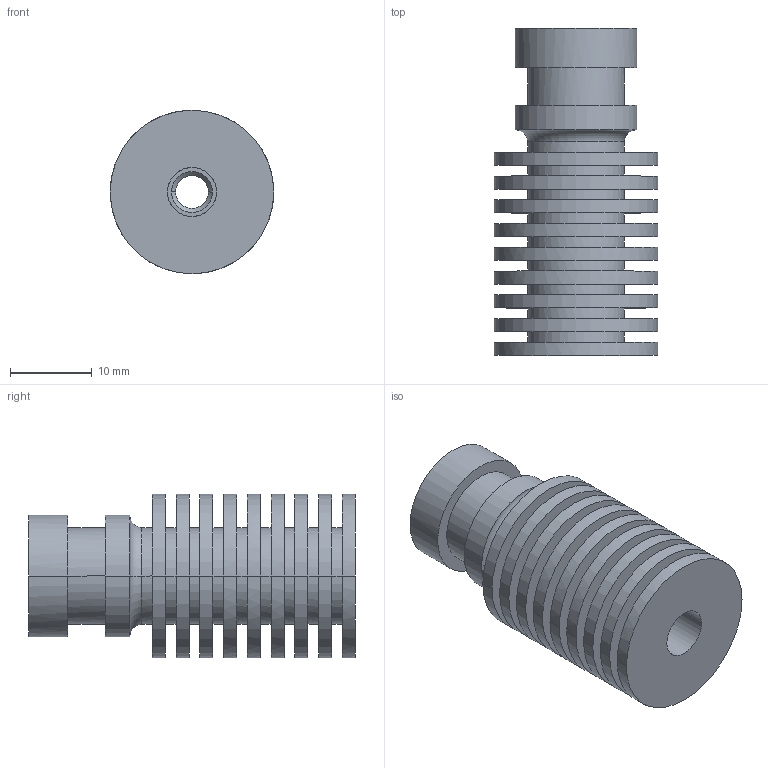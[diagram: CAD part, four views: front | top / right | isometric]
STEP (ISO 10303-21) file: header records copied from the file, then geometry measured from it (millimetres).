
FILE_DESCRIPTION(('CATIA V5 STEP Exchange'),'2;1');
FILE_NAME('k800hotend2.stp','2014-07-10T00:56:39+00:00',('none'),('none'),'CATIA Version 5 Release 21 GA (IN-10)','CATIA V5 STEP AP203','none');
FILE_SCHEMA(('CONFIG_CONTROL_DESIGN'));
Length unit declared in the file: millimetre
Products named in the file (1): refine_Chamfer001
Bounding box: 20 x 40 x 20 mm (x, y, z)
Volume: 6991.1 mm3; surface area: 6683.6 mm2
Topology: 1 solids, 1 shells, 78 faces, 156 edges, 102 vertices
Faces by surface type: cylinder 48, plane 24, cone 4, torus 2
Entity records: 2354 total; most frequent: CARTESIAN_POINT 725, ORIENTED_EDGE 312, DIRECTION 286, AXIS2_PLACEMENT_3D 157, EDGE_CURVE 156, EDGE_LOOP 102, VERTEX_POINT 102, ADVANCED_FACE 78
